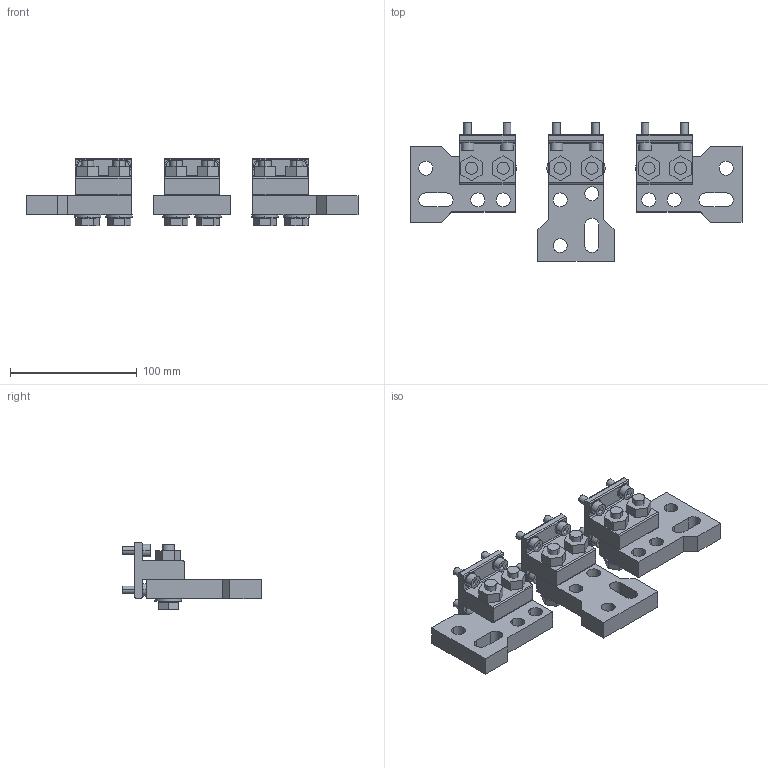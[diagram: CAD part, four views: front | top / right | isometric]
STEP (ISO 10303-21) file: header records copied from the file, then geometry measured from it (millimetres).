
FILE_DESCRIPTION(('CATIA V5 STEP Exchange'),'2;1');
FILE_NAME('1SDH001252R0038_1PA_001_00_E1.2_III_W_TERMINALS_SHR_LOWER.stp','2014-03-06T08:12:20+00:00',('none'),('none'),'CATIA Version 5 Release 20 SP 5 (IN-10)','CATIA V5 STEP AP214','none');
FILE_SCHEMA(('AUTOMOTIVE_DESIGN { 1 0 10303 214 1 1 1 1 }'));
Length unit declared in the file: millimetre
Products named in the file (1): 1SDH001252R0038_1PA_001_00_E1.2_III_W_TERMINALS_SHR_LOWER
Bounding box: 262 x 109.5 x 53.08 mm (x, y, z)
Volume: 292792.9 mm3; surface area: 106594.2 mm2
Topology: 48 solids, 48 shells, 582 faces, 1350 edges, 900 vertices
Faces by surface type: plane 330, cylinder 252
Entity records: 15322 total; most frequent: ORIENTED_EDGE 2700, CARTESIAN_POINT 2563, DIRECTION 1974, EDGE_CURVE 1350, VERTEX_POINT 900, VECTOR 846, LINE 846, AXIS2_PLACEMENT_3D 817
